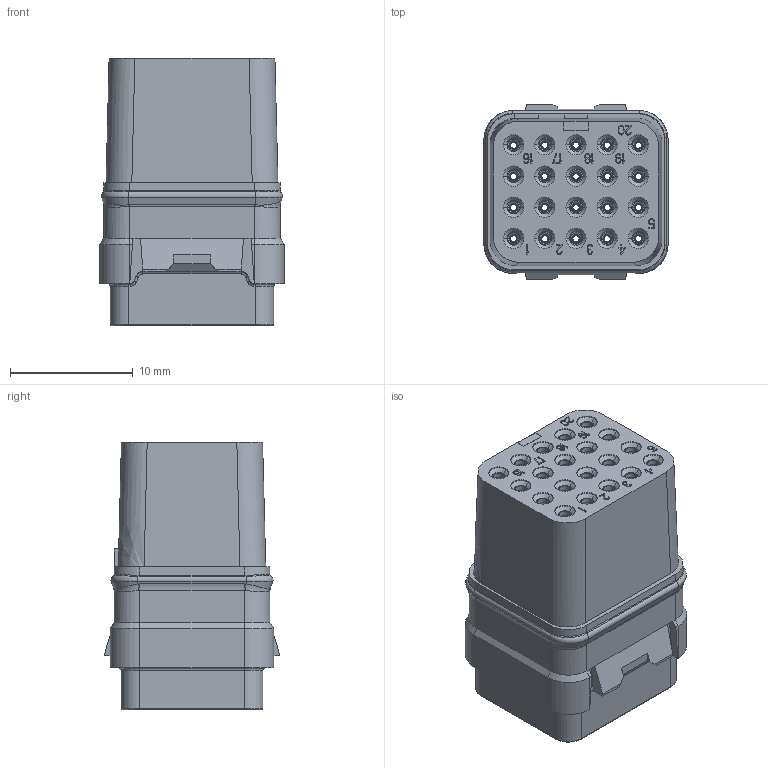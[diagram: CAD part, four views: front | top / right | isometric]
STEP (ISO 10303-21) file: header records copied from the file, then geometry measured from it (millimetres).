
FILE_DESCRIPTION((''),'2;1');
FILE_NAME('SIME2022SC','2019-12-10T',('presta_be4'),(''),'CREO PARAMETRIC BY PTC INC, 2018360','CREO PARAMETRIC BY PTC INC, 2018360','');
FILE_SCHEMA(('CONFIG_CONTROL_DESIGN'));
Products named in the file (1): SIME2022SC
Bounding box: 15 x 14.2 x 21.77 mm (x, y, z)
Volume: 2541.4 mm3; surface area: 3913.2 mm2
Topology: 1 solids, 1 shells, 2588 faces, 6218 edges, 3804 vertices
Faces by surface type: plane 1208, cylinder 512, torus 340, cone 332, bspline 196
Entity records: 80405 total; most frequent: CARTESIAN_POINT 19311, DIRECTION 13152, ORIENTED_EDGE 12436, EDGE_CURVE 6218, AXIS2_PLACEMENT_3D 4624, VECTOR 3904, LINE 3904, VERTEX_POINT 3804
